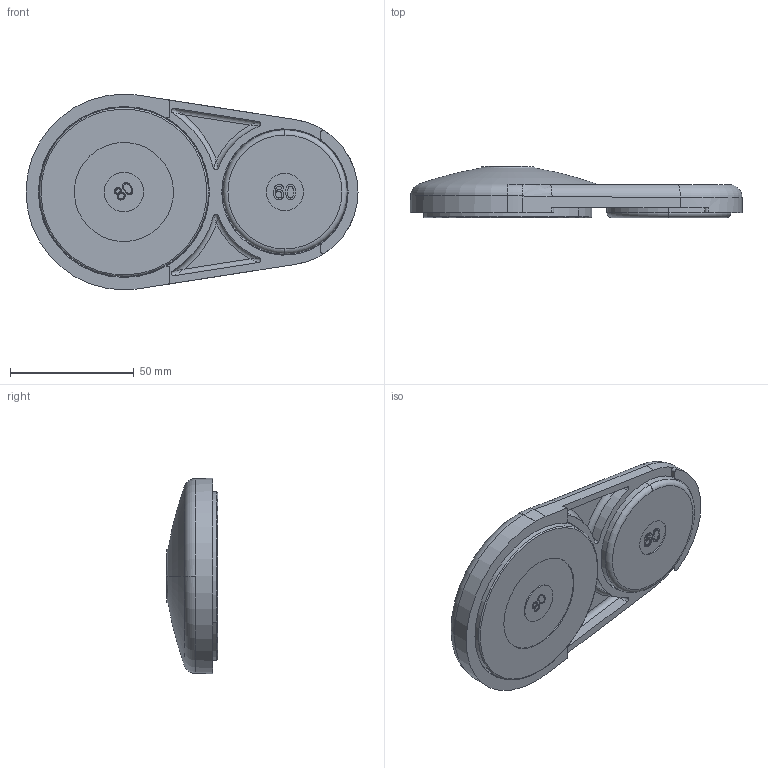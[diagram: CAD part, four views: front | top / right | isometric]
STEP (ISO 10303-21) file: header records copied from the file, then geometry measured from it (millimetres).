
FILE_DESCRIPTION (( 'STEP AP214' ), '1' );
FILE_NAME ('098da080zsg.STEP', '2014-08-11T13:23:38', ( '' ), ( '' ), 'SwSTEP 2.0', 'SolidWorks 2014', '' );
FILE_SCHEMA (( 'AUTOMOTIVE_DESIGN' ));
Length unit declared in the file: millimetre
Products named in the file (5): 098dg080_Standard; 098dg060_098 dg 060; 098xd2_Standard; 098da080zr_Standard; 098da080zsg
Assembly tree (4 placements, depth 2):
  098da080zsg
    098da080zr_Standard
    098xd2_Standard
    098dg060_098 dg 060
    098dg080_Standard
Bounding box: 134 x 20.8 x 79 mm (x, y, z)
Volume: 96657.9 mm3; surface area: 43773.5 mm2
Topology: 4 solids, 4 shells, 687 faces, 1707 edges, 1044 vertices
Faces by surface type: cylinder 222, bspline 179, torus 137, plane 114, cone 33, sphere 2
Entity records: 29997 total; most frequent: CARTESIAN_POINT 14496, ORIENTED_EDGE 3402, DIRECTION 3019, EDGE_CURVE 1701, AXIS2_PLACEMENT_3D 1273, VERTEX_POINT 1044, CIRCLE 758, EDGE_LOOP 715
